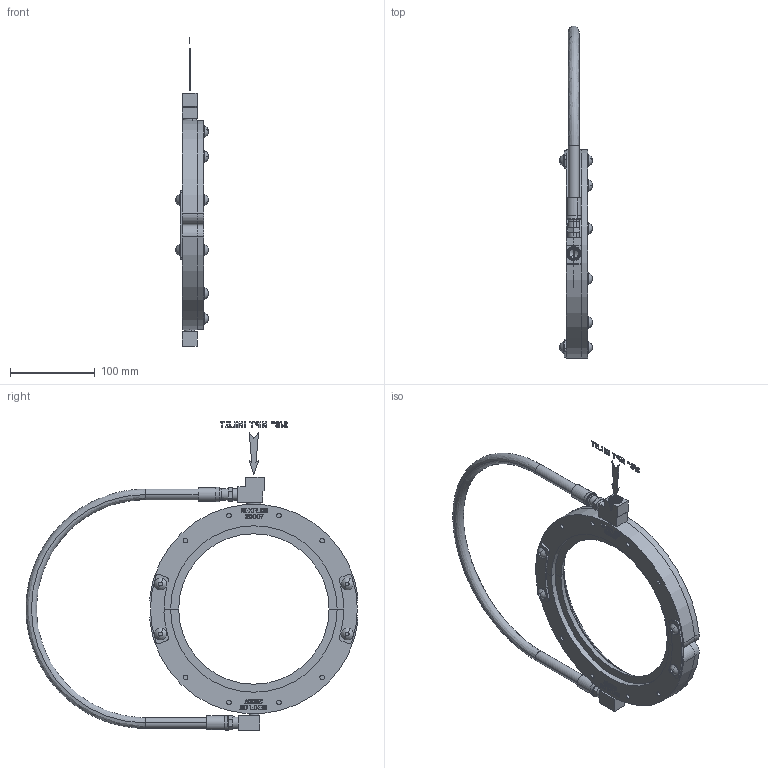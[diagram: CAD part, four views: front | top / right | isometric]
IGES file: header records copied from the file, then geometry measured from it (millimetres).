
Start section: START RECORD GO HERE.
Global section: file name: Assy_0.5 In Hose.igs; native system: DASSAULT SYSTEMES CATIA V5 R20 - www.3ds.com; preprocessor: CATIA Version 5 Release 20 ; author: DESIGNENG; organization: DESIGNENG; date: 20151217.111423; units: millimetre
Bounding box: 38.27 x 392.5 x 365.08 mm (x, y, z)
Volume: 601767 mm3; surface area: 176573.2 mm2
Topology: 39 solids, 39 shells, 1474 faces, 3900 edges, 2562 vertices
Faces by surface type: plane 964, revolution 298, bspline 142, extrusion 70
